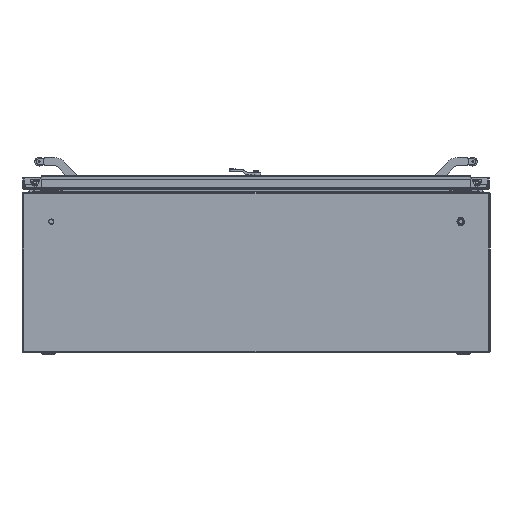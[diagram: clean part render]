
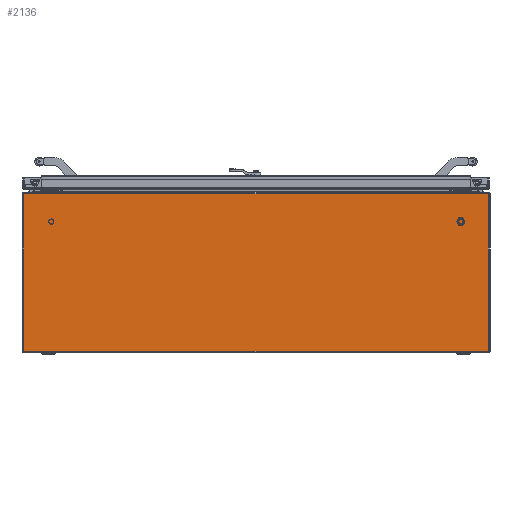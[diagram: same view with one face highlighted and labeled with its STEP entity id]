
A CAD part, left-side view. The second image highlights one B-rep face of the part: STEP entity #2136.
In plain terms, the highlighted planar face has unit normal (-1, 0, 0).
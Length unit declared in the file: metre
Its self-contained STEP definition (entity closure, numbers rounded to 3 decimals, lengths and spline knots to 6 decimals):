
#2136=ADVANCED_FACE('354:47587',(#5408),#5409,.T.);
#5408=FACE_OUTER_BOUND('',#13148,.T.);
#5409=PLANE('',#13149);
#13148=EDGE_LOOP('',(#21416,#21417,#21418,#21419));
#13149=AXIS2_PLACEMENT_3D('',#21420,#21421,#21422);
#21416=ORIENTED_EDGE('',*,*,#41539,.F.);
#21417=ORIENTED_EDGE('',*,*,#41866,.F.);
#21418=ORIENTED_EDGE('',*,*,#42027,.F.);
#21419=ORIENTED_EDGE('',*,*,#42025,.F.);
#21420=CARTESIAN_POINT('',(-0.317,0.383,0.0));
#21421=DIRECTION('',(-1.0,0.0,0.0));
#21422=DIRECTION('',(0.0,-1.0,0.0));
#41539=EDGE_CURVE('354:47864',#48877,#48861,#48879,.T.);
#41866=EDGE_CURVE('99:59445',#49336,#48877,#49438,.T.);
#42025=EDGE_CURVE('99:59457',#48861,#48848,#49638,.T.);
#42027=EDGE_CURVE('354:47881',#48848,#49336,#49640,.T.);
#48848=VERTEX_POINT('',#60499);
#48861=VERTEX_POINT('',#60514);
#48877=VERTEX_POINT('',#60533);
#48879=LINE('',#60535,#60536);
#49336=VERTEX_POINT('',#61102);
#49438=LINE('',#61319,#61320);
#49638=LINE('',#61622,#61623);
#49640=LINE('',#61625,#61626);
#60499=CARTESIAN_POINT('',(-0.317,-0.014,0.222));
#60514=CARTESIAN_POINT('',(-0.317,0.78,0.222));
#60533=CARTESIAN_POINT('',(-0.317,0.78,-0.047));
#60535=CARTESIAN_POINT('',(-0.317,0.78,0.0));
#60536=VECTOR('',#84120,1.0);
#61102=CARTESIAN_POINT('',(-0.317,-0.014,-0.047));
#61319=CARTESIAN_POINT('',(-0.317,0.1915,-0.047));
#61320=VECTOR('',#84872,1.0);
#61622=CARTESIAN_POINT('',(-0.317,0.1915,0.222));
#61623=VECTOR('',#85161,1.0);
#61625=CARTESIAN_POINT('',(-0.317,-0.014,-0.05));
#61626=VECTOR('',#85165,1.0);
#84120=DIRECTION('',(0.0,0.0,1.0));
#84872=DIRECTION('',(0.0,1.0,0.0));
#85161=DIRECTION('',(0.0,-1.0,0.0));
#85165=DIRECTION('',(-0.0,-0.0,-1.0));
